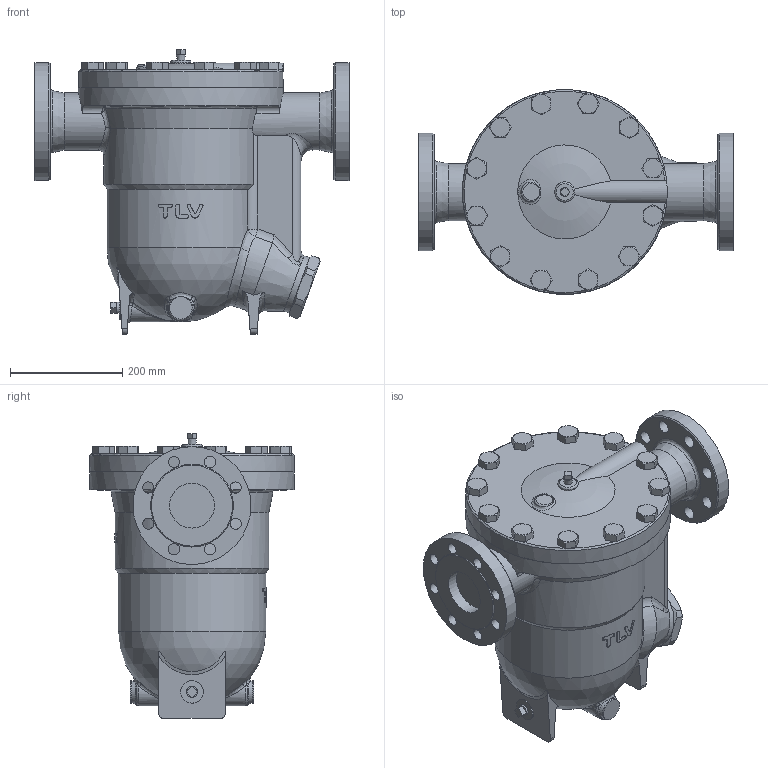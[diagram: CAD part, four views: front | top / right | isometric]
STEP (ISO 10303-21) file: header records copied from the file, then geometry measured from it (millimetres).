
FILE_DESCRIPTION((''),'2;1');
FILE_NAME('j8x00-080-a0250-00.stp','2010-06-10T08:36:11',('nakaot'),(''),'Autodesk Inventor 2008','Autodesk Inventor 2008','');
FILE_SCHEMA(('AUTOMOTIVE_DESIGN { 1 0 10303 214 1 1 1 1 }'));
Length unit declared in the file: millimetre
Products named in the file (1): j8x00-080-a0250-00
Bounding box: 563 x 365 x 508 mm (x, y, z)
Volume: 33011687.8 mm3; surface area: 1047820 mm2
Topology: 1 solids, 1 shells, 466 faces, 1167 edges, 722 vertices
Faces by surface type: plane 190, bspline 107, cone 97, cylinder 65, torus 5, sphere 2
Full cylindrical faces by diameter (mm): 22 x20, 36 x1, 40 x3, 80 x2, 102 x2, 105.048 x1, 210 x2, 250 x1, 365 x2
Entity records: 28824 total; most frequent: CARTESIAN_POINT 19246, ORIENTED_EDGE 2064, DIRECTION 1744, EDGE_CURVE 1032, AXIS2_PLACEMENT_3D 724, VERTEX_POINT 678, EDGE_LOOP 632, FACE_OUTER_BOUND 466
